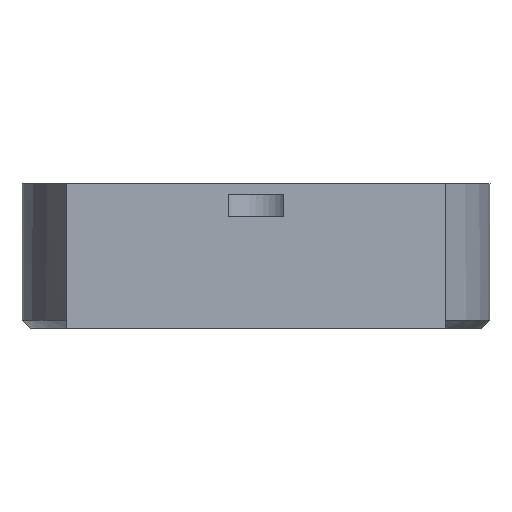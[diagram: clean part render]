
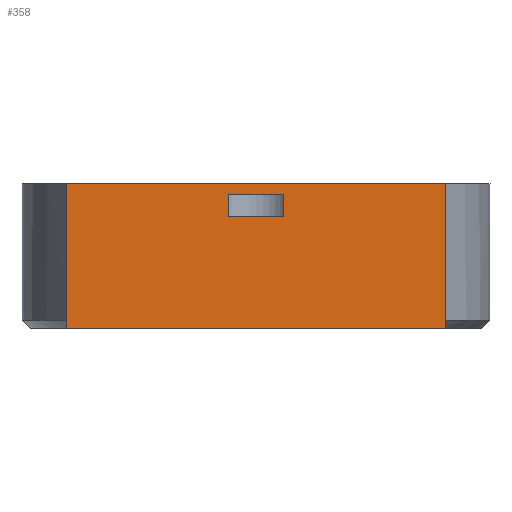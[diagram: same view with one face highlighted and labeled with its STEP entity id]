
A CAD part, left-side view. The second image highlights one B-rep face of the part: STEP entity #358.
In plain terms, the highlighted planar face has unit normal (-1, 0, 0).
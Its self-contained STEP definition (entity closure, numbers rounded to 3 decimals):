
#32 = VERTEX_POINT('',#33);
#33 = CARTESIAN_POINT('',(-96.329,-17.,0.));
#39 = EDGE_CURVE('',#40,#32,#42,.T.);
#40 = VERTEX_POINT('',#41);
#41 = CARTESIAN_POINT('',(-96.329,17.,0.));
#42 = LINE('',#43,#44);
#43 = CARTESIAN_POINT('',(-96.329,17.,0.));
#44 = VECTOR('',#45,1.);
#45 = DIRECTION('',(0.,-1.,0.));
#155 = VERTEX_POINT('',#156);
#156 = CARTESIAN_POINT('',(-96.329,-17.,13.));
#162 = EDGE_CURVE('',#32,#155,#163,.T.);
#163 = LINE('',#164,#165);
#164 = CARTESIAN_POINT('',(-96.329,-17.,2.));
#165 = VECTOR('',#166,1.);
#166 = DIRECTION('',(0.,0.,1.));
#358 = ADVANCED_FACE('',(#359,#377),#411,.T.);
#359 = FACE_BOUND('',#360,.T.);
#360 = EDGE_LOOP('',(#361,#369,#370,#371));
#361 = ORIENTED_EDGE('',*,*,#362,.F.);
#362 = EDGE_CURVE('',#40,#363,#365,.T.);
#363 = VERTEX_POINT('',#364);
#364 = CARTESIAN_POINT('',(-96.329,17.,13.));
#365 = LINE('',#366,#367);
#366 = CARTESIAN_POINT('',(-96.329,17.,0.));
#367 = VECTOR('',#368,1.);
#368 = DIRECTION('',(0.,0.,1.));
#369 = ORIENTED_EDGE('',*,*,#39,.T.);
#370 = ORIENTED_EDGE('',*,*,#162,.T.);
#371 = ORIENTED_EDGE('',*,*,#372,.T.);
#372 = EDGE_CURVE('',#155,#363,#373,.T.);
#373 = LINE('',#374,#375);
#374 = CARTESIAN_POINT('',(-96.329,-17.,13.));
#375 = VECTOR('',#376,1.);
#376 = DIRECTION('',(0.,1.,0.));
#377 = FACE_BOUND('',#378,.T.);
#378 = EDGE_LOOP('',(#379,#389,#397,#405));
#379 = ORIENTED_EDGE('',*,*,#380,.F.);
#380 = EDGE_CURVE('',#381,#383,#385,.T.);
#381 = VERTEX_POINT('',#382);
#382 = CARTESIAN_POINT('',(-96.329,2.5,12.));
#383 = VERTEX_POINT('',#384);
#384 = CARTESIAN_POINT('',(-96.329,2.5,10.));
#385 = LINE('',#386,#387);
#386 = CARTESIAN_POINT('',(-96.329,2.5,12.));
#387 = VECTOR('',#388,1.);
#388 = DIRECTION('',(0.,0.,-1.));
#389 = ORIENTED_EDGE('',*,*,#390,.F.);
#390 = EDGE_CURVE('',#391,#381,#393,.T.);
#391 = VERTEX_POINT('',#392);
#392 = CARTESIAN_POINT('',(-96.329,-2.5,12.));
#393 = LINE('',#394,#395);
#394 = CARTESIAN_POINT('',(-96.329,-2.5,12.));
#395 = VECTOR('',#396,1.);
#396 = DIRECTION('',(0.,1.,0.));
#397 = ORIENTED_EDGE('',*,*,#398,.F.);
#398 = EDGE_CURVE('',#399,#391,#401,.T.);
#399 = VERTEX_POINT('',#400);
#400 = CARTESIAN_POINT('',(-96.329,-2.5,10.));
#401 = LINE('',#402,#403);
#402 = CARTESIAN_POINT('',(-96.329,-2.5,10.));
#403 = VECTOR('',#404,1.);
#404 = DIRECTION('',(0.,0.,1.));
#405 = ORIENTED_EDGE('',*,*,#406,.F.);
#406 = EDGE_CURVE('',#383,#399,#407,.T.);
#407 = LINE('',#408,#409);
#408 = CARTESIAN_POINT('',(-96.329,2.5,10.));
#409 = VECTOR('',#410,1.);
#410 = DIRECTION('',(0.,-1.,0.));
#411 = PLANE('',#412);
#412 = AXIS2_PLACEMENT_3D('',#413,#414,#415);
#413 = CARTESIAN_POINT('',(-96.329,0.,6.5));
#414 = DIRECTION('',(-1.,-0.,-0.));
#415 = DIRECTION('',(0.,0.,-1.));
